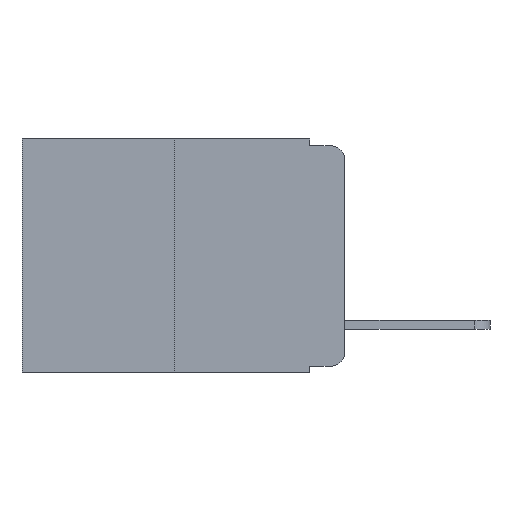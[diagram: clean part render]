
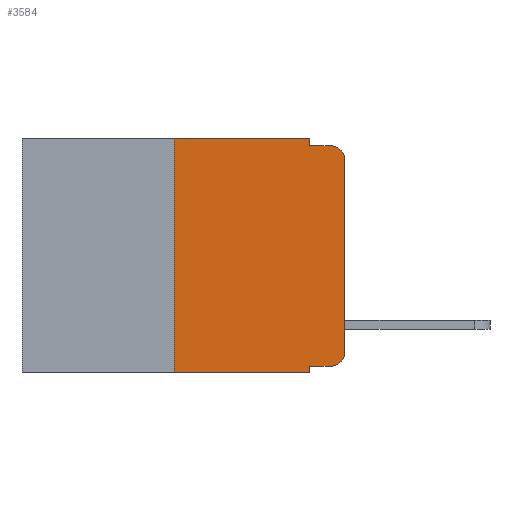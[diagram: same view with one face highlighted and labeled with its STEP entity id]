
A CAD part, left-side view. The second image highlights one B-rep face of the part: STEP entity #3584.
In plain terms, the highlighted planar face has unit normal (-1, 0, 0).
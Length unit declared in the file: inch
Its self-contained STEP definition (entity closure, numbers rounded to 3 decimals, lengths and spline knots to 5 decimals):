
#140 = EDGE_CURVE ( 'NONE', #19887, #8382, #21092, .T. ) ;
#256 = VECTOR ( 'NONE', #3057, 39.37008 ) ;
#307 = VERTEX_POINT ( 'NONE', #1658 ) ;
#405 = VECTOR ( 'NONE', #23923, 39.37008 ) ;
#861 = ORIENTED_EDGE ( 'NONE', *, *, #18356, .F. ) ;
#1658 = CARTESIAN_POINT ( 'NONE',  ( 0., 0., -0.313 ) ) ;
#1753 = CIRCLE ( 'NONE', #14019, 0.02 ) ;
#1863 = ORIENTED_EDGE ( 'NONE', *, *, #10237, .T. ) ;
#1978 = CARTESIAN_POINT ( 'NONE',  ( 0., 0.02, -0.03 ) ) ;
#2302 = CARTESIAN_POINT ( 'NONE',  ( 0., 0.051, 0. ) ) ;
#2304 = EDGE_CURVE ( 'NONE', #8382, #5206, #2316, .T. ) ;
#2314 = ORIENTED_EDGE ( 'NONE', *, *, #10840, .T. ) ;
#2316 = LINE ( 'NONE', #19328, #3552 ) ;
#2824 = CARTESIAN_POINT ( 'NONE',  ( 0., 0.02, -0.01 ) ) ;
#2874 = EDGE_CURVE ( 'NONE', #307, #3691, #5032, .T. ) ;
#3057 = DIRECTION ( 'NONE',  ( 0., -1., 0. ) ) ;
#3552 = VECTOR ( 'NONE', #25260, 39.37008 ) ;
#3584 = ADVANCED_FACE ( 'NONE', ( #9238 ), #17463, .F. ) ;
#3691 = VERTEX_POINT ( 'NONE', #9961 ) ;
#3739 = EDGE_CURVE ( 'NONE', #24652, #12188, #6818, .T. ) ;
#3793 = LINE ( 'NONE', #7196, #19426 ) ;
#3867 = VERTEX_POINT ( 'NONE', #2824 ) ;
#3965 = DIRECTION ( 'NONE',  ( 0., 0., -1. ) ) ;
#4834 = VERTEX_POINT ( 'NONE', #7447 ) ;
#5001 = CARTESIAN_POINT ( 'NONE',  ( 0., 0.473, 0. ) ) ;
#5032 = LINE ( 'NONE', #20928, #25299 ) ;
#5206 = VERTEX_POINT ( 'NONE', #22196 ) ;
#5317 = DIRECTION ( 'NONE',  ( 0., -1., 0. ) ) ;
#6376 = CARTESIAN_POINT ( 'NONE',  ( 0., 0.02, -0.333 ) ) ;
#6648 = EDGE_CURVE ( 'NONE', #24652, #20981, #3793, .T. ) ;
#6818 = LINE ( 'NONE', #2302, #405 ) ;
#7196 = CARTESIAN_POINT ( 'NONE',  ( 0., 0.051, -0.333 ) ) ;
#7447 = CARTESIAN_POINT ( 'NONE',  ( 0., 0.25, -0.343 ) ) ;
#8382 = VERTEX_POINT ( 'NONE', #12755 ) ;
#8695 = CARTESIAN_POINT ( 'NONE',  ( 0., 0.02, -0.313 ) ) ;
#9238 = FACE_OUTER_BOUND ( 'NONE', #22602, .T. ) ;
#9623 = DIRECTION ( 'NONE',  ( 0., 0., -1. ) ) ;
#9961 = CARTESIAN_POINT ( 'NONE',  ( 0., 0., -0.03 ) ) ;
#10237 = EDGE_CURVE ( 'NONE', #4834, #12188, #19266, .T. ) ;
#10355 = ORIENTED_EDGE ( 'NONE', *, *, #12309, .T. ) ;
#10640 = DIRECTION ( 'NONE',  ( 0., 0., -1. ) ) ;
#10745 = CARTESIAN_POINT ( 'NONE',  ( 0., 0.473, -0.343 ) ) ;
#10840 = EDGE_CURVE ( 'NONE', #20981, #307, #1753, .T. ) ;
#12188 = VERTEX_POINT ( 'NONE', #15256 ) ;
#12309 = EDGE_CURVE ( 'NONE', #3691, #3867, #17277, .T. ) ;
#12567 = ORIENTED_EDGE ( 'NONE', *, *, #6648, .T. ) ;
#12751 = DIRECTION ( 'NONE',  ( 0., -1., 0. ) ) ;
#12755 = CARTESIAN_POINT ( 'NONE',  ( 0., 0.051, 0. ) ) ;
#13257 = CARTESIAN_POINT ( 'NONE',  ( 0., 0.051, -0.01 ) ) ;
#13417 = VECTOR ( 'NONE', #12751, 39.37008 ) ;
#14019 = AXIS2_PLACEMENT_3D ( 'NONE', #8695, #22453, #10640 ) ;
#14724 = ORIENTED_EDGE ( 'NONE', *, *, #3739, .F. ) ;
#15256 = CARTESIAN_POINT ( 'NONE',  ( 0., 0.051, -0.343 ) ) ;
#15337 = VECTOR ( 'NONE', #25040, 39.37008 ) ;
#15680 = DIRECTION ( 'NONE',  ( -1., 0., 0. ) ) ;
#16566 = LINE ( 'NONE', #13257, #15337 ) ;
#17277 = CIRCLE ( 'NONE', #22122, 0.02 ) ;
#17463 = PLANE ( 'NONE',  #23603 ) ;
#17466 = CARTESIAN_POINT ( 'NONE',  ( 0., 0.051, -0.333 ) ) ;
#18356 = EDGE_CURVE ( 'NONE', #4834, #19887, #24135, .T. ) ;
#18577 = ORIENTED_EDGE ( 'NONE', *, *, #2304, .F. ) ;
#19266 = LINE ( 'NONE', #10745, #13417 ) ;
#19328 = CARTESIAN_POINT ( 'NONE',  ( 0., 0.051, 0. ) ) ;
#19426 = VECTOR ( 'NONE', #5317, 39.37008 ) ;
#19887 = VERTEX_POINT ( 'NONE', #20312 ) ;
#20312 = CARTESIAN_POINT ( 'NONE',  ( 0., 0.25, 0. ) ) ;
#20903 = ORIENTED_EDGE ( 'NONE', *, *, #2874, .T. ) ;
#20928 = CARTESIAN_POINT ( 'NONE',  ( 0., 0., 0. ) ) ;
#20981 = VERTEX_POINT ( 'NONE', #6376 ) ;
#21092 = LINE ( 'NONE', #5001, #256 ) ;
#21408 = DIRECTION ( 'NONE',  ( 1., 0., 0. ) ) ;
#21850 = EDGE_CURVE ( 'NONE', #5206, #3867, #16566, .T. ) ;
#22122 = AXIS2_PLACEMENT_3D ( 'NONE', #1978, #15680, #3965 ) ;
#22196 = CARTESIAN_POINT ( 'NONE',  ( 0., 0.051, -0.01 ) ) ;
#22453 = DIRECTION ( 'NONE',  ( -1., 0., 0. ) ) ;
#22602 = EDGE_LOOP ( 'NONE', ( #20903, #10355, #25000, #18577, #22612, #861, #1863, #14724, #12567, #2314 ) ) ;
#22612 = ORIENTED_EDGE ( 'NONE', *, *, #140, .F. ) ;
#22634 = CARTESIAN_POINT ( 'NONE',  ( 0., 0.25, 0. ) ) ;
#22717 = DIRECTION ( 'NONE',  ( 0., 0., 1. ) ) ;
#22905 = DIRECTION ( 'NONE',  ( 0., 0., 1. ) ) ;
#23318 = CARTESIAN_POINT ( 'NONE',  ( 0., 0.473, 0. ) ) ;
#23603 = AXIS2_PLACEMENT_3D ( 'NONE', #23318, #21408, #9623 ) ;
#23923 = DIRECTION ( 'NONE',  ( 0., 0., -1. ) ) ;
#24135 = LINE ( 'NONE', #22634, #25384 ) ;
#24652 = VERTEX_POINT ( 'NONE', #17466 ) ;
#25000 = ORIENTED_EDGE ( 'NONE', *, *, #21850, .F. ) ;
#25040 = DIRECTION ( 'NONE',  ( 0., -1., 0. ) ) ;
#25260 = DIRECTION ( 'NONE',  ( 0., 0., -1. ) ) ;
#25299 = VECTOR ( 'NONE', #22905, 39.37008 ) ;
#25384 = VECTOR ( 'NONE', #22717, 39.37008 ) ;
